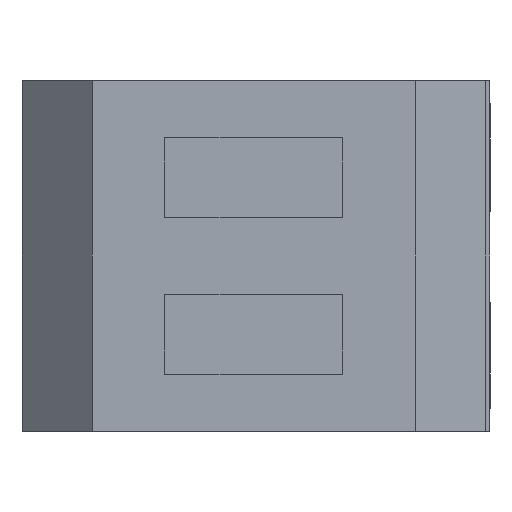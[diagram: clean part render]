
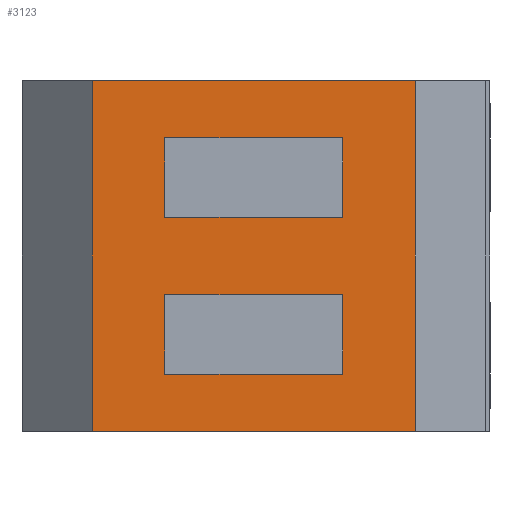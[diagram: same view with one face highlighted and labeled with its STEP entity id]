
A CAD part, front view. The second image highlights one B-rep face of the part: STEP entity #3123.
In plain terms, the highlighted planar face has unit normal (0, -1, 0).
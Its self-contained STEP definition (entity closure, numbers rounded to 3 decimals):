
#19 = FACE_BOUND ( 'NONE', #513, .T. ) ;
#22 = FACE_BOUND ( 'NONE', #499, .T. ) ;
#41 = FACE_OUTER_BOUND ( 'NONE', #510, .T. ) ;
#132 = ORIENTED_EDGE ( 'NONE', *, *, #3223, .F. ) ;
#133 = ORIENTED_EDGE ( 'NONE', *, *, #3224, .F. ) ;
#134 = ORIENTED_EDGE ( 'NONE', *, *, #3225, .F. ) ;
#135 = ORIENTED_EDGE ( 'NONE', *, *, #3226, .F. ) ;
#136 = ORIENTED_EDGE ( 'NONE', *, *, #3227, .F. ) ;
#137 = ORIENTED_EDGE ( 'NONE', *, *, #3228, .T. ) ;
#138 = ORIENTED_EDGE ( 'NONE', *, *, #3205, .T. ) ;
#227 = ORIENTED_EDGE ( 'NONE', *, *, #3219, .F. ) ;
#239 = ORIENTED_EDGE ( 'NONE', *, *, #3222, .F. ) ;
#242 = ORIENTED_EDGE ( 'NONE', *, *, #3209, .F. ) ;
#244 = ORIENTED_EDGE ( 'NONE', *, *, #3216, .F. ) ;
#245 = ORIENTED_EDGE ( 'NONE', *, *, #3220, .F. ) ;
#391 = VERTEX_POINT ( 'NONE', #1755 ) ;
#425 = VERTEX_POINT ( 'NONE', #1555 ) ;
#427 = VERTEX_POINT ( 'NONE', #1521 ) ;
#429 = VERTEX_POINT ( 'NONE', #1487 ) ;
#430 = VERTEX_POINT ( 'NONE', #1638 ) ;
#434 = VERTEX_POINT ( 'NONE', #1660 ) ;
#435 = VERTEX_POINT ( 'NONE', #1659 ) ;
#439 = VERTEX_POINT ( 'NONE', #1702 ) ;
#440 = VERTEX_POINT ( 'NONE', #1701 ) ;
#441 = VERTEX_POINT ( 'NONE', #1700 ) ;
#443 = VERTEX_POINT ( 'NONE', #1719 ) ;
#444 = VERTEX_POINT ( 'NONE', #1718 ) ;
#499 = EDGE_LOOP ( 'NONE', ( #242, #244, #227, #245 ) ) ;
#510 = EDGE_LOOP ( 'NONE', ( #135, #136, #137, #138 ) ) ;
#513 = EDGE_LOOP ( 'NONE', ( #239, #132, #133, #134 ) ) ;
#707 = DIRECTION ( 'NONE',  ( 0., 0., -1. ) ) ;
#708 = PLANE ( 'NONE',  #2976 ) ;
#709 = CARTESIAN_POINT ( 'NONE',  ( -6.9, 28.5, 64. ) ) ;
#713 = DIRECTION ( 'NONE',  ( 0., -1., 0. ) ) ;
#1266 = VECTOR ( 'NONE', #2562, 1000. ) ;
#1271 = LINE ( 'NONE', #2565, #1426 ) ;
#1275 = VECTOR ( 'NONE', #2566, 1000. ) ;
#1277 = VECTOR ( 'NONE', #2575, 1000. ) ;
#1278 = LINE ( 'NONE', #2567, #1266 ) ;
#1356 = VECTOR ( 'NONE', #2576, 1000. ) ;
#1396 = LINE ( 'NONE', #2561, #1430 ) ;
#1397 = LINE ( 'NONE', #2563, #1428 ) ;
#1400 = LINE ( 'NONE', #2571, #1275 ) ;
#1407 = VECTOR ( 'NONE', #2609, 1000. ) ;
#1409 = VECTOR ( 'NONE', #2612, 1000. ) ;
#1412 = LINE ( 'NONE', #2595, #1407 ) ;
#1414 = LINE ( 'NONE', #2619, #1409 ) ;
#1425 = LINE ( 'NONE', #2573, #1277 ) ;
#1426 = VECTOR ( 'NONE', #2560, 1000. ) ;
#1427 = LINE ( 'NONE', #2559, #1433 ) ;
#1428 = VECTOR ( 'NONE', #2558, 1000. ) ;
#1429 = LINE ( 'NONE', #2557, #1441 ) ;
#1430 = VECTOR ( 'NONE', #2556, 1000. ) ;
#1431 = LINE ( 'NONE', #2553, #1432 ) ;
#1432 = VECTOR ( 'NONE', #2551, 1000. ) ;
#1433 = VECTOR ( 'NONE', #2554, 1000. ) ;
#1441 = VECTOR ( 'NONE', #2550, 1000. ) ;
#1447 = LINE ( 'NONE', #2581, #1356 ) ;
#1487 = CARTESIAN_POINT ( 'NONE',  ( -3.8, 28.5, 69.85 ) ) ;
#1521 = CARTESIAN_POINT ( 'NONE',  ( -3.8, 28.5, 76.55 ) ) ;
#1555 = CARTESIAN_POINT ( 'NONE',  ( 3.8, 28.5, 66.45 ) ) ;
#1638 = CARTESIAN_POINT ( 'NONE',  ( 6.9, 28.5, 64. ) ) ;
#1659 = CARTESIAN_POINT ( 'NONE',  ( -3.8, 28.5, 66.45 ) ) ;
#1660 = CARTESIAN_POINT ( 'NONE',  ( 3.8, 28.5, 69.85 ) ) ;
#1700 = CARTESIAN_POINT ( 'NONE',  ( 3.8, 28.5, 73.15 ) ) ;
#1701 = CARTESIAN_POINT ( 'NONE',  ( 3.8, 28.5, 76.55 ) ) ;
#1702 = CARTESIAN_POINT ( 'NONE',  ( -3.8, 28.5, 73.15 ) ) ;
#1718 = CARTESIAN_POINT ( 'NONE',  ( -6.9, 28.5, 79. ) ) ;
#1719 = CARTESIAN_POINT ( 'NONE',  ( -6.9, 28.5, 64. ) ) ;
#1755 = CARTESIAN_POINT ( 'NONE',  ( 6.9, 28.5, 79. ) ) ;
#2550 = DIRECTION ( 'NONE',  ( 1., 0., 0. ) ) ;
#2551 = DIRECTION ( 'NONE',  ( 0., 0., 1. ) ) ;
#2553 = CARTESIAN_POINT ( 'NONE',  ( -6.9, 28.5, 64. ) ) ;
#2554 = DIRECTION ( 'NONE',  ( 1., 0., 0. ) ) ;
#2556 = DIRECTION ( 'NONE',  ( 0., 0., 1. ) ) ;
#2557 = CARTESIAN_POINT ( 'NONE',  ( -6.9, 28.5, 64. ) ) ;
#2558 = DIRECTION ( 'NONE',  ( -1., 0., 0. ) ) ;
#2559 = CARTESIAN_POINT ( 'NONE',  ( -6.9, 28.5, 79. ) ) ;
#2560 = DIRECTION ( 'NONE',  ( 0., 0., -1. ) ) ;
#2561 = CARTESIAN_POINT ( 'NONE',  ( 3.8, 28.5, 73.15 ) ) ;
#2562 = DIRECTION ( 'NONE',  ( 1., 0., 0. ) ) ;
#2563 = CARTESIAN_POINT ( 'NONE',  ( 3.8, 28.5, 76.55 ) ) ;
#2565 = CARTESIAN_POINT ( 'NONE',  ( -3.8, 28.5, 76.55 ) ) ;
#2566 = DIRECTION ( 'NONE',  ( -1., 0., 0. ) ) ;
#2567 = CARTESIAN_POINT ( 'NONE',  ( -3.8, 28.5, 73.15 ) ) ;
#2571 = CARTESIAN_POINT ( 'NONE',  ( 3.8, 28.5, 69.85 ) ) ;
#2573 = CARTESIAN_POINT ( 'NONE',  ( -3.8, 28.5, 69.85 ) ) ;
#2575 = DIRECTION ( 'NONE',  ( 0., 0., -1. ) ) ;
#2576 = DIRECTION ( 'NONE',  ( 1., 0., 0. ) ) ;
#2581 = CARTESIAN_POINT ( 'NONE',  ( -3.8, 28.5, 66.45 ) ) ;
#2595 = CARTESIAN_POINT ( 'NONE',  ( 3.8, 28.5, 66.45 ) ) ;
#2609 = DIRECTION ( 'NONE',  ( 0., 0., 1. ) ) ;
#2612 = DIRECTION ( 'NONE',  ( 0., 0., 1. ) ) ;
#2619 = CARTESIAN_POINT ( 'NONE',  ( 6.9, 28.5, 64. ) ) ;
#2976 = AXIS2_PLACEMENT_3D ( 'NONE', #709, #713, #707 ) ;
#3123 = ADVANCED_FACE ( 'NONE', ( #22, #19, #41 ), #708, .T. ) ;
#3205 = EDGE_CURVE ( 'NONE', #430, #391, #1414, .T. ) ;
#3209 = EDGE_CURVE ( 'NONE', #425, #434, #1412, .T. ) ;
#3216 = EDGE_CURVE ( 'NONE', #435, #425, #1447, .T. ) ;
#3219 = EDGE_CURVE ( 'NONE', #429, #435, #1425, .T. ) ;
#3220 = EDGE_CURVE ( 'NONE', #434, #429, #1400, .T. ) ;
#3222 = EDGE_CURVE ( 'NONE', #439, #441, #1278, .T. ) ;
#3223 = EDGE_CURVE ( 'NONE', #427, #439, #1271, .T. ) ;
#3224 = EDGE_CURVE ( 'NONE', #440, #427, #1397, .T. ) ;
#3225 = EDGE_CURVE ( 'NONE', #441, #440, #1396, .T. ) ;
#3226 = EDGE_CURVE ( 'NONE', #444, #391, #1427, .T. ) ;
#3227 = EDGE_CURVE ( 'NONE', #443, #444, #1431, .T. ) ;
#3228 = EDGE_CURVE ( 'NONE', #443, #430, #1429, .T. ) ;
